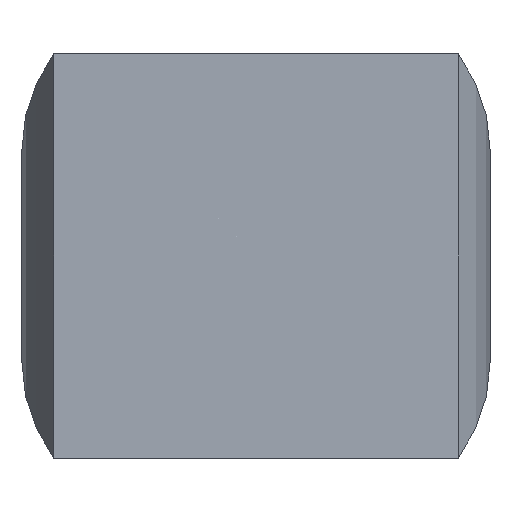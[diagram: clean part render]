
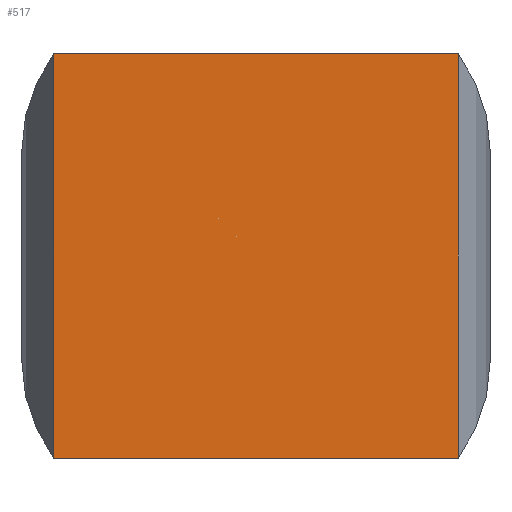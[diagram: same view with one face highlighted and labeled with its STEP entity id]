
A CAD part, left-side view. The second image highlights one B-rep face of the part: STEP entity #517.
In plain terms, the highlighted planar face has unit normal (-1, 0, 0).
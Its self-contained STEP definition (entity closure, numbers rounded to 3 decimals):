
#47=LINE($,#755,#81);
#59=LINE($,#818,#93);
#75=LINE($,#872,#109);
#76=LINE($,#873,#110);
#81=VECTOR($,#598,12.7);
#93=VECTOR($,#662,12.7);
#109=VECTOR($,#730,12.7);
#110=VECTOR($,#731,12.7);
#119=PLANE($,#580);
#175=FACE_OUTER_BOUND($,#225,.T.);
#225=EDGE_LOOP($,(#453,#454,#455,#456));
#256=VERTEX_POINT($,#752);
#257=VERTEX_POINT($,#754);
#281=VERTEX_POINT($,#815);
#282=VERTEX_POINT($,#817);
#300=EDGE_CURVE($,#256,#257,#47,.T.);
#325=EDGE_CURVE($,#281,#282,#59,.T.);
#353=EDGE_CURVE($,#256,#282,#75,.T.);
#354=EDGE_CURVE($,#257,#281,#76,.T.);
#453=ORIENTED_EDGE($,*,*,#300,.F.);
#454=ORIENTED_EDGE($,*,*,#353,.T.);
#455=ORIENTED_EDGE($,*,*,#325,.F.);
#456=ORIENTED_EDGE($,*,*,#354,.F.);
#517=ADVANCED_FACE($,(#175),#119,.T.);
#580=AXIS2_PLACEMENT_3D($,#871,#728,#729);
#598=DIRECTION($,(0.,0.,-1.));
#662=DIRECTION($,(0.,0.,1.));
#728=DIRECTION('center_axis',(-1.,0.,0.));
#729=DIRECTION('ref_axis',(0.,0.,1.));
#730=DIRECTION($,(0.,1.,0.));
#731=DIRECTION($,(0.,1.,0.));
#752=CARTESIAN_POINT('',(-40.,0.,6.35));
#754=CARTESIAN_POINT('',(-40.,0.,-6.35));
#755=CARTESIAN_POINT($,(-40.,0.,6.35));
#815=CARTESIAN_POINT('',(-40.,12.7,-6.35));
#817=CARTESIAN_POINT('',(-40.,12.7,6.35));
#818=CARTESIAN_POINT($,(-40.,12.7,6.35));
#871=CARTESIAN_POINT('Origin',(-40.,0.,-6.35));
#872=CARTESIAN_POINT($,(-40.,0.,6.35));
#873=CARTESIAN_POINT($,(-40.,0.,-6.35));
